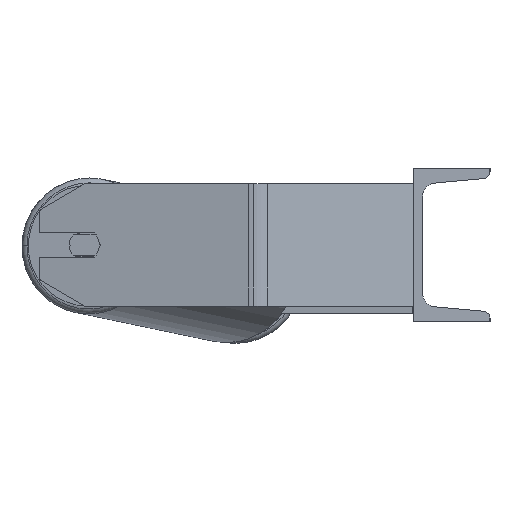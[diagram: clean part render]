
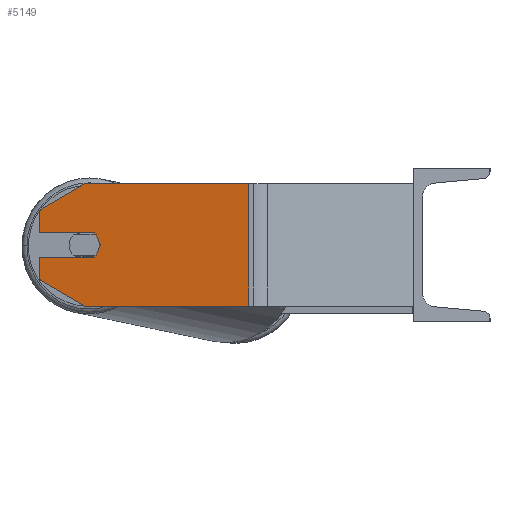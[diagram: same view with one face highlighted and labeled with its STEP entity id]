
A CAD part, left-side view. The second image highlights one B-rep face of the part: STEP entity #5149.
In plain terms, the highlighted planar face has unit normal (-0.985, 0.174, 0).
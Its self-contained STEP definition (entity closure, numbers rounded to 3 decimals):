
#47 = DIRECTION ( 'NONE',  ( 0.15, 0.853, -0.5 ) ) ;
#74 = CARTESIAN_POINT ( 'NONE',  ( -830.508, 245.169, -22.679 ) ) ;
#213 = CARTESIAN_POINT ( 'NONE',  ( -830.508, 245.169, 40. ) ) ;
#337 = DIRECTION ( 'NONE',  ( -0.174, -0.985, 0. ) ) ;
#360 = VECTOR ( 'NONE', #3074, 1000. ) ;
#371 = VERTEX_POINT ( 'NONE', #483 ) ;
#421 = DIRECTION ( 'NONE',  ( -0.985, 0.174, 0. ) ) ;
#426 = CARTESIAN_POINT ( 'NONE',  ( -854.736, 107.764, 40. ) ) ;
#483 = CARTESIAN_POINT ( 'NONE',  ( -830.508, 245.169, 8. ) ) ;
#560 = CARTESIAN_POINT ( 'NONE',  ( -830.508, 245.169, 8. ) ) ;
#685 = EDGE_CURVE ( 'NONE', #9063, #1327, #8099, .T. ) ;
#717 = FACE_OUTER_BOUND ( 'NONE', #6810, .T. ) ;
#836 = CARTESIAN_POINT ( 'NONE',  ( -835.717, 215.625, -40. ) ) ;
#937 = AXIS2_PLACEMENT_3D ( 'NONE', #6518, #2889, #2980 ) ;
#1034 = LINE ( 'NONE', #3816, #2477 ) ;
#1327 = VERTEX_POINT ( 'NONE', #2203 ) ;
#1570 = EDGE_CURVE ( 'NONE', #8572, #371, #5519, .T. ) ;
#1689 = LINE ( 'NONE', #213, #360 ) ;
#1781 = VERTEX_POINT ( 'NONE', #3311 ) ;
#1788 = EDGE_CURVE ( 'NONE', #3140, #8634, #6163, .T. ) ;
#2147 = CARTESIAN_POINT ( 'NONE',  ( -837.454, 205.777, 0. ) ) ;
#2185 = CARTESIAN_POINT ( 'NONE',  ( -835.717, 215.625, 0. ) ) ;
#2203 = CARTESIAN_POINT ( 'NONE',  ( -835.717, 215.625, -40. ) ) ;
#2418 = CARTESIAN_POINT ( 'NONE',  ( -830.508, 245.169, 40. ) ) ;
#2430 = VECTOR ( 'NONE', #47, 1000. ) ;
#2437 = EDGE_CURVE ( 'NONE', #1781, #3697, #3110, .T. ) ;
#2477 = VECTOR ( 'NONE', #5293, 1000. ) ;
#2729 = VECTOR ( 'NONE', #7811, 1000. ) ;
#2772 = ORIENTED_EDGE ( 'NONE', *, *, #1788, .T. ) ;
#2889 = DIRECTION ( 'NONE',  ( 0.985, -0.174, 0. ) ) ;
#2891 = LINE ( 'NONE', #5623, #8897 ) ;
#2980 = DIRECTION ( 'NONE',  ( 0.174, 0.985, 0. ) ) ;
#3043 = AXIS2_PLACEMENT_3D ( 'NONE', #5361, #421, #8181 ) ;
#3049 = ORIENTED_EDGE ( 'NONE', *, *, #9125, .T. ) ;
#3074 = DIRECTION ( 'NONE',  ( -0.174, -0.985, 0. ) ) ;
#3110 = LINE ( 'NONE', #3702, #5742 ) ;
#3140 = VERTEX_POINT ( 'NONE', #4227 ) ;
#3231 = VECTOR ( 'NONE', #3266, 1000. ) ;
#3266 = DIRECTION ( 'NONE',  ( 0., 0., -1. ) ) ;
#3311 = CARTESIAN_POINT ( 'NONE',  ( -830.508, 245.169, -8. ) ) ;
#3619 = ORIENTED_EDGE ( 'NONE', *, *, #2437, .F. ) ;
#3697 = VERTEX_POINT ( 'NONE', #3939 ) ;
#3702 = CARTESIAN_POINT ( 'NONE',  ( -836.759, 209.716, -8. ) ) ;
#3716 = PLANE ( 'NONE',  #937 ) ;
#3816 = CARTESIAN_POINT ( 'NONE',  ( -854.736, 107.764, 40. ) ) ;
#3922 = VERTEX_POINT ( 'NONE', #5093 ) ;
#3939 = CARTESIAN_POINT ( 'NONE',  ( -836.759, 209.716, -8. ) ) ;
#4227 = CARTESIAN_POINT ( 'NONE',  ( -835.717, 215.625, 40. ) ) ;
#4284 = CIRCLE ( 'NONE', #9109, 10. ) ;
#4365 = CARTESIAN_POINT ( 'NONE',  ( -836.759, 209.716, 8. ) ) ;
#4568 = VECTOR ( 'NONE', #6234, 1000. ) ;
#4633 = EDGE_CURVE ( 'NONE', #8074, #8572, #8649, .T. ) ;
#4831 = ORIENTED_EDGE ( 'NONE', *, *, #5186, .F. ) ;
#5029 = DIRECTION ( 'NONE',  ( -0.985, 0.174, 0. ) ) ;
#5093 = CARTESIAN_POINT ( 'NONE',  ( -854.736, 107.764, -40. ) ) ;
#5149 = ADVANCED_FACE ( 'NONE', ( #717 ), #3716, .F. ) ;
#5186 = EDGE_CURVE ( 'NONE', #3140, #6862, #1689, .T. ) ;
#5255 = ORIENTED_EDGE ( 'NONE', *, *, #7148, .F. ) ;
#5293 = DIRECTION ( 'NONE',  ( 0., 0., -1. ) ) ;
#5361 = CARTESIAN_POINT ( 'NONE',  ( -835.717, 215.625, 0. ) ) ;
#5452 = ORIENTED_EDGE ( 'NONE', *, *, #6841, .T. ) ;
#5519 = LINE ( 'NONE', #560, #2729 ) ;
#5600 = CARTESIAN_POINT ( 'NONE',  ( -830.508, 245.169, 40. ) ) ;
#5623 = CARTESIAN_POINT ( 'NONE',  ( -830.508, 245.169, -40. ) ) ;
#5704 = DIRECTION ( 'NONE',  ( -0.174, -0.985, 0. ) ) ;
#5727 = DIRECTION ( 'NONE',  ( -0.174, -0.985, 0. ) ) ;
#5742 = VECTOR ( 'NONE', #337, 1000. ) ;
#5940 = LINE ( 'NONE', #2418, #3231 ) ;
#5959 = DIRECTION ( 'NONE',  ( -0.15, -0.853, -0.5 ) ) ;
#6142 = EDGE_CURVE ( 'NONE', #6862, #3922, #1034, .T. ) ;
#6163 = LINE ( 'NONE', #6359, #2430 ) ;
#6183 = EDGE_CURVE ( 'NONE', #8634, #371, #5940, .T. ) ;
#6234 = DIRECTION ( 'NONE',  ( 0., 0., -1. ) ) ;
#6359 = CARTESIAN_POINT ( 'NONE',  ( -830.508, 245.169, 22.679 ) ) ;
#6518 = CARTESIAN_POINT ( 'NONE',  ( -830.508, 245.169, 40. ) ) ;
#6810 = EDGE_LOOP ( 'NONE', ( #5452, #7081, #3049, #7194, #4831, #2772, #8942, #7574, #7889, #5255, #3619 ) ) ;
#6841 = EDGE_CURVE ( 'NONE', #1781, #9063, #8200, .T. ) ;
#6862 = VERTEX_POINT ( 'NONE', #426 ) ;
#7081 = ORIENTED_EDGE ( 'NONE', *, *, #685, .T. ) ;
#7148 = EDGE_CURVE ( 'NONE', #3697, #8074, #4284, .T. ) ;
#7194 = ORIENTED_EDGE ( 'NONE', *, *, #6142, .F. ) ;
#7334 = CARTESIAN_POINT ( 'NONE',  ( -830.508, 245.169, 22.679 ) ) ;
#7574 = ORIENTED_EDGE ( 'NONE', *, *, #1570, .F. ) ;
#7811 = DIRECTION ( 'NONE',  ( 0.174, 0.985, 0. ) ) ;
#7889 = ORIENTED_EDGE ( 'NONE', *, *, #4633, .F. ) ;
#8074 = VERTEX_POINT ( 'NONE', #2147 ) ;
#8099 = LINE ( 'NONE', #836, #8101 ) ;
#8101 = VECTOR ( 'NONE', #5959, 1000. ) ;
#8181 = DIRECTION ( 'NONE',  ( -0.174, -0.985, 0. ) ) ;
#8200 = LINE ( 'NONE', #5600, #4568 ) ;
#8572 = VERTEX_POINT ( 'NONE', #4365 ) ;
#8634 = VERTEX_POINT ( 'NONE', #7334 ) ;
#8649 = CIRCLE ( 'NONE', #3043, 10. ) ;
#8897 = VECTOR ( 'NONE', #5704, 1000. ) ;
#8942 = ORIENTED_EDGE ( 'NONE', *, *, #6183, .T. ) ;
#9063 = VERTEX_POINT ( 'NONE', #74 ) ;
#9109 = AXIS2_PLACEMENT_3D ( 'NONE', #2185, #5029, #5727 ) ;
#9125 = EDGE_CURVE ( 'NONE', #1327, #3922, #2891, .T. ) ;
